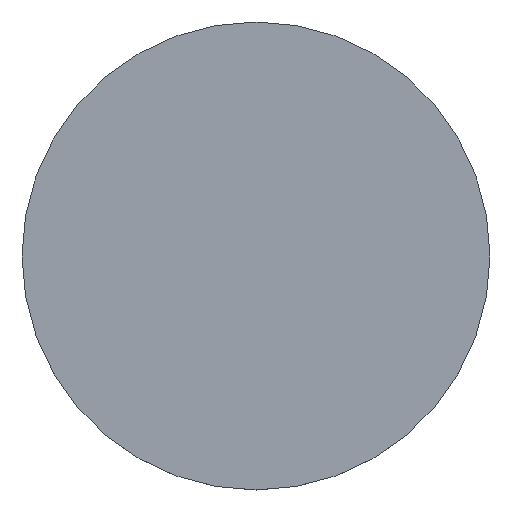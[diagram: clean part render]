
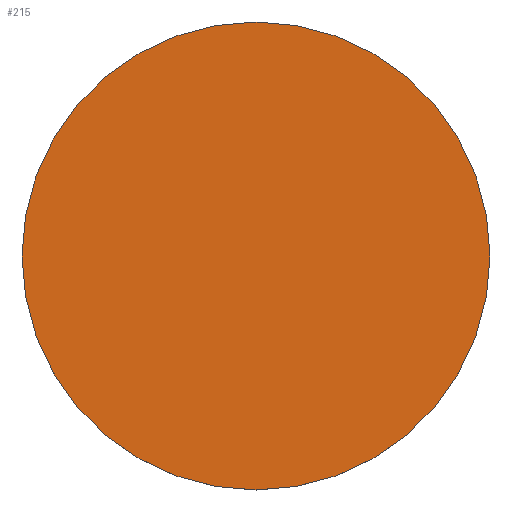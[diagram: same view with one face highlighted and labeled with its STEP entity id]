
A CAD part, top view. The second image highlights one B-rep face of the part: STEP entity #215.
In plain terms, the highlighted planar face has unit normal (0, 0, 1).
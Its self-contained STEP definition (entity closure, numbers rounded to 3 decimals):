
#3 = DIRECTION ( 'NONE',  ( 1., 0., 0. ) ) ;
#12 = DIRECTION ( 'NONE',  ( 1., 0., 0. ) ) ;
#13 = CIRCLE ( 'NONE', #218, 38.1 ) ;
#16 = AXIS2_PLACEMENT_3D ( 'NONE', #230, #115, #12 ) ;
#18 = VERTEX_POINT ( 'NONE', #75 ) ;
#23 = DIRECTION ( 'NONE',  ( 1., 0., 0. ) ) ;
#34 = FACE_OUTER_BOUND ( 'NONE', #199, .T. ) ;
#48 = PLANE ( 'NONE',  #16 ) ;
#72 = CARTESIAN_POINT ( 'NONE',  ( 0., 0., 9. ) ) ;
#74 = EDGE_CURVE ( 'NONE', #151, #18, #193, .T. ) ;
#75 = CARTESIAN_POINT ( 'NONE',  ( -38.1, 0., 9. ) ) ;
#79 = CARTESIAN_POINT ( 'NONE',  ( 38.1, 0., 9. ) ) ;
#89 = EDGE_CURVE ( 'NONE', #18, #151, #13, .T. ) ;
#104 = ORIENTED_EDGE ( 'NONE', *, *, #74, .F. ) ;
#115 = DIRECTION ( 'NONE',  ( 0., 0., 1. ) ) ;
#140 = ORIENTED_EDGE ( 'NONE', *, *, #89, .F. ) ;
#147 = AXIS2_PLACEMENT_3D ( 'NONE', #72, #150, #3 ) ;
#150 = DIRECTION ( 'NONE',  ( 0., 0., -1. ) ) ;
#151 = VERTEX_POINT ( 'NONE', #79 ) ;
#193 = CIRCLE ( 'NONE', #147, 38.1 ) ;
#199 = EDGE_LOOP ( 'NONE', ( #104, #140 ) ) ;
#215 = ADVANCED_FACE ( 'NONE', ( #34 ), #48, .T. ) ;
#218 = AXIS2_PLACEMENT_3D ( 'NONE', #223, #220, #23 ) ;
#220 = DIRECTION ( 'NONE',  ( 0., 0., -1. ) ) ;
#223 = CARTESIAN_POINT ( 'NONE',  ( 0., 0., 9. ) ) ;
#230 = CARTESIAN_POINT ( 'NONE',  ( 0., 77.928, 9. ) ) ;
